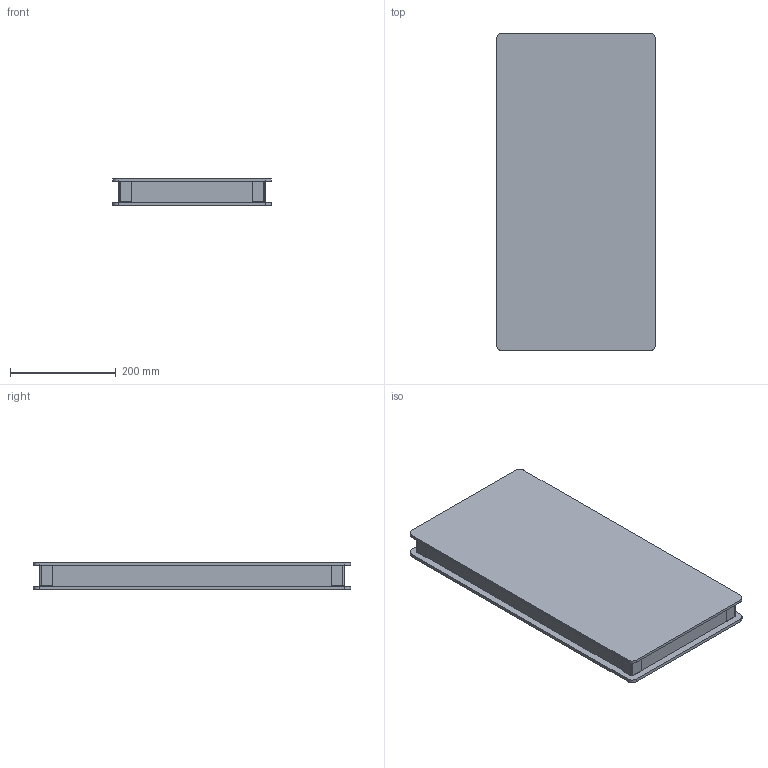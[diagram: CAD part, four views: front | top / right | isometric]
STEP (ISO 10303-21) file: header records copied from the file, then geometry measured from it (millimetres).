
FILE_DESCRIPTION (( 'STEP AP203' ), '1' );
FILE_NAME ('516051.STEP', '2024-06-19T01:09:50', ( '' ), ( '' ), 'SwSTEP 2.0', 'SolidWorks 2020', '' );
FILE_SCHEMA (( 'CONFIG_CONTROL_DESIGN' ));
Length unit declared in the file: millimetre
Products named in the file (1): 516051
Bounding box: 300 x 600 x 50 mm (x, y, z)
Volume: 8090771.6 mm3; surface area: 520964 mm2
Topology: 1 solids, 1 shells, 720 faces, 1488 edges, 992 vertices
Faces by surface type: cylinder 456, plane 264
Entity records: 19601 total; most frequent: DIRECTION 3842, CARTESIAN_POINT 3201, ORIENTED_EDGE 2976, AXIS2_PLACEMENT_3D 1633, EDGE_CURVE 1488, VERTEX_POINT 992, EDGE_LOOP 942, CIRCLE 912
